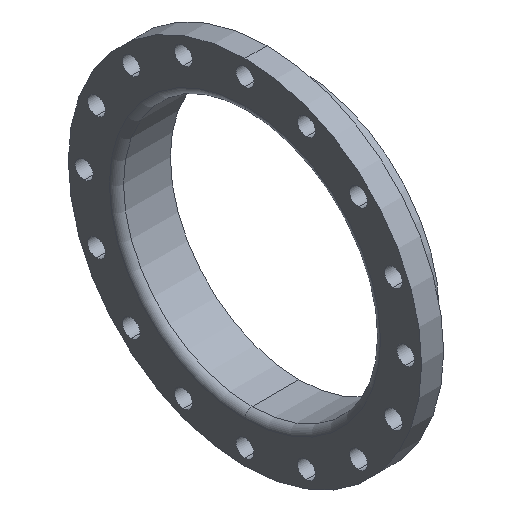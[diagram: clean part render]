
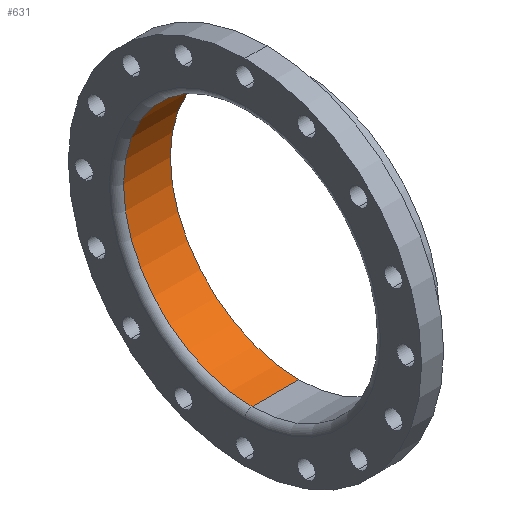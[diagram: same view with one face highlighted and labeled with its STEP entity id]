
A CAD part, isometric view. The second image highlights one B-rep face of the part: STEP entity #631.
In plain terms, the highlighted cylindrical face has radius 230.981 mm (diameter 461.963 mm), a partial arc.
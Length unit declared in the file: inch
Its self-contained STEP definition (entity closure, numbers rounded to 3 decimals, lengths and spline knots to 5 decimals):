
#48 = ORIENTED_EDGE ( 'NONE', *, *, #725, .F. ) ;
#124 = AXIS2_PLACEMENT_3D ( 'NONE', #1347, #333, #447 ) ;
#144 = ORIENTED_EDGE ( 'NONE', *, *, #1006, .F. ) ;
#165 = DIRECTION ( 'NONE',  ( -1., 0., 0. ) ) ;
#177 = VERTEX_POINT ( 'NONE', #1508 ) ;
#208 = DIRECTION ( 'NONE',  ( -1., 0., 0. ) ) ;
#292 = CARTESIAN_POINT ( 'NONE',  ( 0.48736, 0., 0. ) ) ;
#311 = VERTEX_POINT ( 'NONE', #1041 ) ;
#333 = DIRECTION ( 'NONE',  ( -1., 0., 0. ) ) ;
#340 = VECTOR ( 'NONE', #1087, 39.37008 ) ;
#374 = CARTESIAN_POINT ( 'NONE',  ( 3.79986, 0., -9.09375 ) ) ;
#389 = ORIENTED_EDGE ( 'NONE', *, *, #1128, .T. ) ;
#447 = DIRECTION ( 'NONE',  ( 0., 0., 1. ) ) ;
#573 = DIRECTION ( 'NONE',  ( 0., 0., 1. ) ) ;
#578 = EDGE_LOOP ( 'NONE', ( #144, #48, #1323, #389 ) ) ;
#579 = FACE_OUTER_BOUND ( 'NONE', #578, .T. ) ;
#597 = CARTESIAN_POINT ( 'NONE',  ( 0., 0., 9.09375 ) ) ;
#631 = ADVANCED_FACE ( 'NONE', ( #579 ), #1600, .F. ) ;
#643 = VECTOR ( 'NONE', #1102, 39.37008 ) ;
#695 = CARTESIAN_POINT ( 'NONE',  ( 0., 0., 0. ) ) ;
#700 = CIRCLE ( 'NONE', #1122, 9.09375 ) ;
#725 = EDGE_CURVE ( 'NONE', #177, #823, #1511, .T. ) ;
#753 = EDGE_CURVE ( 'NONE', #177, #311, #1592, .T. ) ;
#799 = VERTEX_POINT ( 'NONE', #1239 ) ;
#823 = VERTEX_POINT ( 'NONE', #374 ) ;
#1006 = EDGE_CURVE ( 'NONE', #823, #799, #1272, .T. ) ;
#1041 = CARTESIAN_POINT ( 'NONE',  ( 0.48736, 0., 9.09375 ) ) ;
#1087 = DIRECTION ( 'NONE',  ( -1., 0., 0. ) ) ;
#1102 = DIRECTION ( 'NONE',  ( -1., 0., 0. ) ) ;
#1122 = AXIS2_PLACEMENT_3D ( 'NONE', #292, #165, #1419 ) ;
#1128 = EDGE_CURVE ( 'NONE', #311, #799, #700, .T. ) ;
#1129 = CARTESIAN_POINT ( 'NONE',  ( 0., 0., -9.09375 ) ) ;
#1169 = AXIS2_PLACEMENT_3D ( 'NONE', #695, #208, #573 ) ;
#1239 = CARTESIAN_POINT ( 'NONE',  ( 0.48736, 0., -9.09375 ) ) ;
#1272 = LINE ( 'NONE', #1129, #340 ) ;
#1323 = ORIENTED_EDGE ( 'NONE', *, *, #753, .T. ) ;
#1347 = CARTESIAN_POINT ( 'NONE',  ( 3.79986, 0., 0. ) ) ;
#1419 = DIRECTION ( 'NONE',  ( 0., 0., 1. ) ) ;
#1508 = CARTESIAN_POINT ( 'NONE',  ( 3.79986, 0., 9.09375 ) ) ;
#1511 = CIRCLE ( 'NONE', #124, 9.09375 ) ;
#1592 = LINE ( 'NONE', #597, #643 ) ;
#1600 = CYLINDRICAL_SURFACE ( 'NONE', #1169, 9.09375 ) ;
